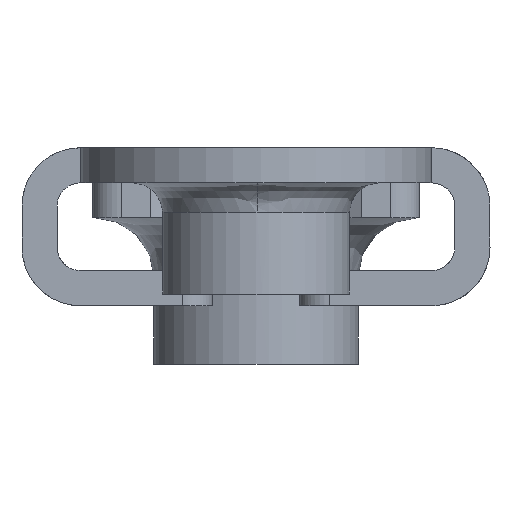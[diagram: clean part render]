
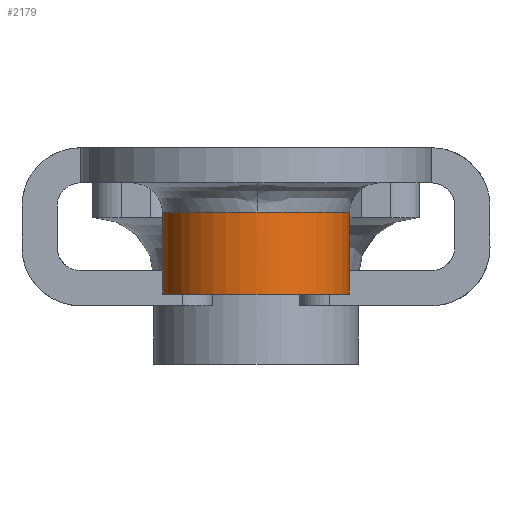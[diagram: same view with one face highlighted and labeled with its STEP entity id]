
A CAD part, left-side view. The second image highlights one B-rep face of the part: STEP entity #2179.
In plain terms, the highlighted free-form (B-spline) face has degree [2, 1] with [5, 2] control points.
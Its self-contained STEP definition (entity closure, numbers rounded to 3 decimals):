
#1453=CARTESIAN_POINT('',(-8.6,0.,-2.5));
#1454=VERTEX_POINT('',#1453);
#1455=CARTESIAN_POINT('',(-7.126,1.595,-2.5));
#1456=VERTEX_POINT('',#1455);
#1457=CARTESIAN_POINT('',(-8.6,0.,-2.5));
#1458=CARTESIAN_POINT('',(-8.6,1.479,-2.5));
#1459=CARTESIAN_POINT('',(-7.126,1.595,-2.5));
#1467=(BOUNDED_CURVE()B_SPLINE_CURVE(2,(#1457,#1458,#1459),.UNSPECIFIED.,.F.,.U.)B_SPLINE_CURVE_WITH_KNOTS((3,3),(0.0,0.236),.UNSPECIFIED.)CURVE()GEOMETRIC_REPRESENTATION_ITEM()RATIONAL_B_SPLINE_CURVE((1.0,0.723,0.97))REPRESENTATION_ITEM(''));
#1468=EDGE_CURVE('',#1454,#1456,#1467,.T.);
#1487=CARTESIAN_POINT('',(-6.874,-1.595,-2.5));
#1488=VERTEX_POINT('',#1487);
#1502=CARTESIAN_POINT('',(-6.874,-1.595,-2.5));
#1503=CARTESIAN_POINT('',(-6.937,-1.6,-2.5));
#1504=CARTESIAN_POINT('',(-7.,-1.6,-2.5));
#1505=CARTESIAN_POINT('',(-8.6,-1.6,-2.5));
#1506=CARTESIAN_POINT('',(-8.6,0.,-2.5));
#1514=(BOUNDED_CURVE()B_SPLINE_CURVE(2,(#1502,#1503,#1504,#1505,#1506),.UNSPECIFIED.,.F.,.U.)B_SPLINE_CURVE_WITH_KNOTS((3,2,3),(0.736,0.75,1.0),.UNSPECIFIED.)CURVE()GEOMETRIC_REPRESENTATION_ITEM()RATIONAL_B_SPLINE_CURVE((0.97,0.984,1.0,0.707,1.0))REPRESENTATION_ITEM(''));
#1515=EDGE_CURVE('',#1488,#1454,#1514,.T.);
#2046=CARTESIAN_POINT('',(-7.126,1.595,-1.1));
#2047=VERTEX_POINT('',#2046);
#2080=CARTESIAN_POINT('',(-6.874,-1.595,-1.1));
#2081=VERTEX_POINT('',#2080);
#2095=CARTESIAN_POINT('',(-6.874,-1.595,-1.1));
#2096=CARTESIAN_POINT('',(-6.874,-1.595,-2.5));
#2097=QUASI_UNIFORM_CURVE('',1,(#2095,#2096),.UNSPECIFIED.,.F.,.U.);
#2098=EDGE_CURVE('',#2081,#1488,#2097,.T.);
#2102=CARTESIAN_POINT('',(-7.126,1.595,-1.1));
#2103=CARTESIAN_POINT('',(-7.126,1.595,-2.5));
#2104=QUASI_UNIFORM_CURVE('',1,(#2102,#2103),.UNSPECIFIED.,.F.,.U.);
#2105=EDGE_CURVE('',#2047,#1456,#2104,.T.);
#2110=CARTESIAN_POINT('',(-6.874,-1.595,-1.065));
#2111=CARTESIAN_POINT('',(-8.47,-1.721,-1.065));
#2112=CARTESIAN_POINT('',(-8.595,-0.126,-1.065));
#2113=CARTESIAN_POINT('',(-8.721,1.47,-1.065));
#2114=CARTESIAN_POINT('',(-7.126,1.595,-1.065));
#2115=CARTESIAN_POINT('',(-6.874,-1.595,-2.536));
#2116=CARTESIAN_POINT('',(-8.47,-1.721,-2.536));
#2117=CARTESIAN_POINT('',(-8.595,-0.126,-2.536));
#2118=CARTESIAN_POINT('',(-8.721,1.47,-2.536));
#2119=CARTESIAN_POINT('',(-7.126,1.595,-2.536));
#2127=(BOUNDED_SURFACE()B_SPLINE_SURFACE(2,1,((#2110,#2115),(#2111,#2116),(#2112,#2117),(#2113,#2118),(#2114,#2119)),.UNSPECIFIED.,.F.,.F.,.U.)B_SPLINE_SURFACE_WITH_KNOTS((3,2,3),(2,2),(0.0,1.571,3.142),(0.0,1.0),.UNSPECIFIED.)GEOMETRIC_REPRESENTATION_ITEM()RATIONAL_B_SPLINE_SURFACE(((1.0,1.0),(0.707,0.707),(1.0,1.0),(0.707,0.707),(1.0,1.0)))REPRESENTATION_ITEM('')SURFACE());
#2128=CARTESIAN_POINT('',(-8.6,0.,-1.1));
#2129=VERTEX_POINT('',#2128);
#2130=CARTESIAN_POINT('',(-8.6,0.,-1.1));
#2131=CARTESIAN_POINT('',(-8.6,1.479,-1.1));
#2132=CARTESIAN_POINT('',(-7.126,1.595,-1.1));
#2140=(BOUNDED_CURVE()B_SPLINE_CURVE(2,(#2130,#2131,#2132),.UNSPECIFIED.,.F.,.U.)B_SPLINE_CURVE_WITH_KNOTS((3,3),(0.0,0.236),.UNSPECIFIED.)CURVE()GEOMETRIC_REPRESENTATION_ITEM()RATIONAL_B_SPLINE_CURVE((1.0,0.723,0.97))REPRESENTATION_ITEM(''));
#2141=EDGE_CURVE('',#2129,#2047,#2140,.T.);
#2142=ORIENTED_EDGE('',*,*,#2141,.T.);
#2143=ORIENTED_EDGE('',*,*,#2105,.T.);
#2144=ORIENTED_EDGE('',*,*,#1468,.F.);
#2145=ORIENTED_EDGE('',*,*,#1515,.F.);
#2146=ORIENTED_EDGE('',*,*,#2098,.F.);
#2147=CARTESIAN_POINT('',(-8.6,-0.02,-1.1));
#2148=VERTEX_POINT('',#2147);
#2149=CARTESIAN_POINT('',(-6.874,-1.595,-1.1));
#2150=CARTESIAN_POINT('',(-6.937,-1.6,-1.1));
#2151=CARTESIAN_POINT('',(-7.,-1.6,-1.1));
#2152=CARTESIAN_POINT('',(-8.58,-1.6,-1.1));
#2153=CARTESIAN_POINT('',(-8.6,-0.02,-1.1));
#2161=(BOUNDED_CURVE()B_SPLINE_CURVE(2,(#2149,#2150,#2151,#2152,#2153),.UNSPECIFIED.,.F.,.U.)B_SPLINE_CURVE_WITH_KNOTS((3,2,3),(0.736,0.75,0.998),.UNSPECIFIED.)CURVE()GEOMETRIC_REPRESENTATION_ITEM()RATIONAL_B_SPLINE_CURVE((0.97,0.984,1.0,0.71,0.995))REPRESENTATION_ITEM(''));
#2162=EDGE_CURVE('',#2081,#2148,#2161,.T.);
#2163=ORIENTED_EDGE('',*,*,#2162,.T.);
#2164=CARTESIAN_POINT('',(-8.6,-0.02,-1.1));
#2165=CARTESIAN_POINT('',(-8.6,-0.01,-1.1));
#2166=CARTESIAN_POINT('',(-8.6,0.,-1.1));
#2174=(BOUNDED_CURVE()B_SPLINE_CURVE(2,(#2164,#2165,#2166),.UNSPECIFIED.,.F.,.U.)B_SPLINE_CURVE_WITH_KNOTS((3,3),(0.998,1.0),.UNSPECIFIED.)CURVE()GEOMETRIC_REPRESENTATION_ITEM()RATIONAL_B_SPLINE_CURVE((0.995,0.997,1.0))REPRESENTATION_ITEM(''));
#2175=EDGE_CURVE('',#2148,#2129,#2174,.T.);
#2176=ORIENTED_EDGE('',*,*,#2175,.T.);
#2177=EDGE_LOOP('',(#2142,#2143,#2144,#2145,#2146,#2163,#2176));
#2178=FACE_OUTER_BOUND('',#2177,.T.);
#2179=ADVANCED_FACE('',(#2178),#2127,.T.);
